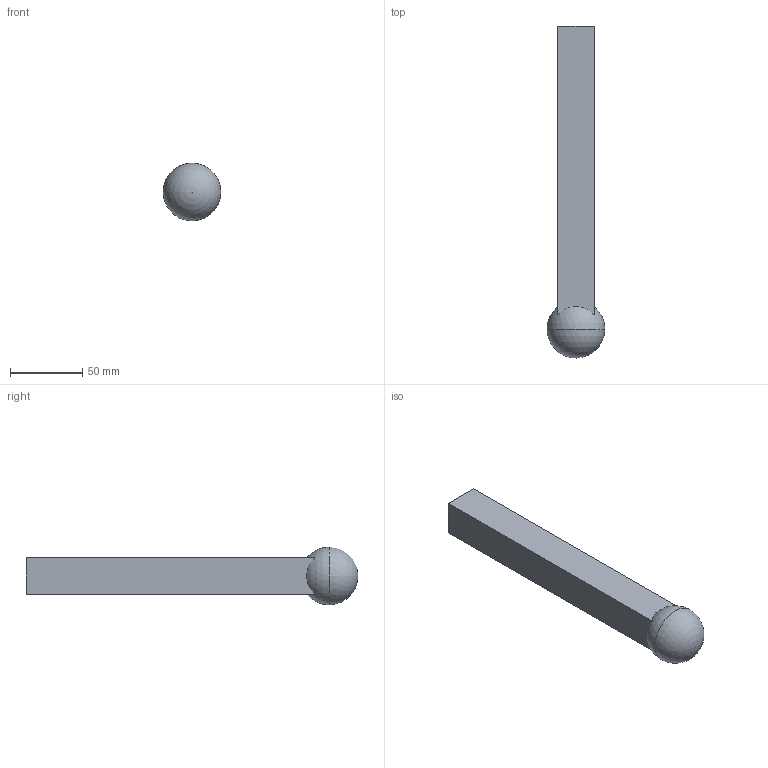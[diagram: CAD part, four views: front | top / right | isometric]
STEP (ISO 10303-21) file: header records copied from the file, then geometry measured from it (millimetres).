
FILE_DESCRIPTION (( 'STEP AP203' ), '1' );
FILE_NAME ('lower leg main_Default_sldprt.STEP', '2018-09-25T09:43:27', ( '' ), ( '' ), 'SwSTEP 2.0', 'SolidWorks 2017', '' );
FILE_SCHEMA (( 'CONFIG_CONTROL_DESIGN' ));
Length unit declared in the file: millimetre
Products named in the file (1): lower leg main_Default_sldprt
Bounding box: 40 x 230 x 40 mm (x, y, z)
Volume: 23847.6 mm3; surface area: 47627.3 mm2
Topology: 1 solids, 2 shells, 30 faces, 80 edges, 54 vertices
Faces by surface type: plane 25, sphere 5
Entity records: 907 total; most frequent: DIRECTION 158, CARTESIAN_POINT 139, ORIENTED_EDGE 128, EDGE_CURVE 64, AXIS2_PLACEMENT_3D 63, VERTEX_POINT 44, EDGE_LOOP 36, LINE 32
